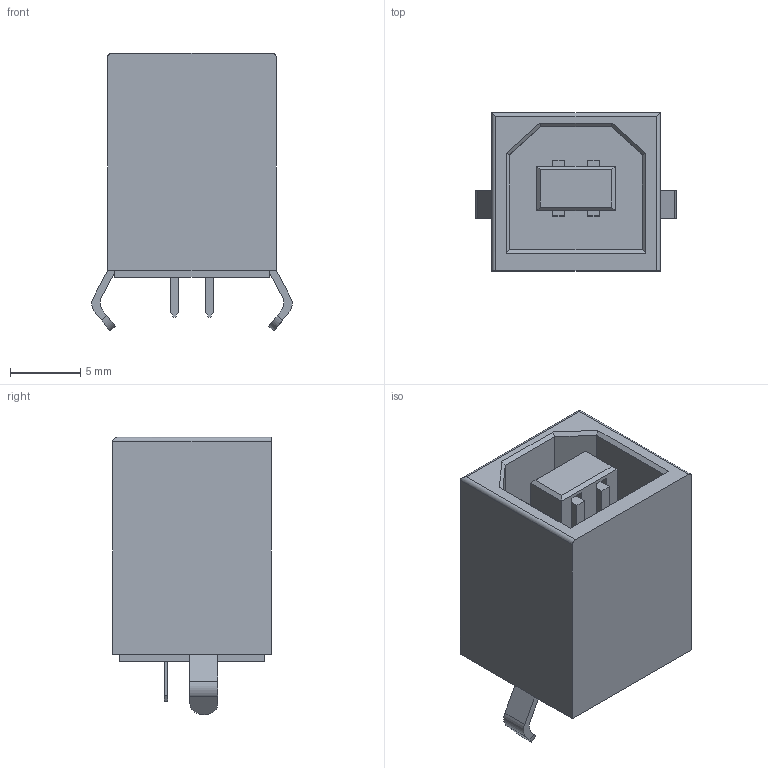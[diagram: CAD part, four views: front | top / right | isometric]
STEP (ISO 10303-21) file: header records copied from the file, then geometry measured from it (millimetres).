
FILE_DESCRIPTION (( 'STEP AP214' ), '1' );
FILE_NAME ('D193DA65-326E-4302-973E-B68CCF8F4496.STEP', '2007-03-05T15:08:46', ( 'sysAdmin' ), ( 'SolidWorks' ), 'SwSTEP 2.0', 'SolidWorks 2007', '' );
FILE_SCHEMA (( 'AUTOMOTIVE_DESIGN' ));
Length unit declared in the file: millimetre
Products named in the file (1): D193DA65-326E-4302-973E-B68CCF8F4496
Bounding box: 14.3 x 11.3 x 19.8 mm (x, y, z)
Volume: 1482.8 mm3; surface area: 1803.8 mm2
Topology: 1 solids, 1 shells, 117 faces, 311 edges, 202 vertices
Faces by surface type: plane 106, cylinder 11
Entity records: 4799 total; most frequent: CARTESIAN_POINT 637, ORIENTED_EDGE 622, DIRECTION 563, EDGE_CURVE 311, VECTOR 291, LINE 291, VERTEX_POINT 202, AXIS2_PLACEMENT_3D 136
